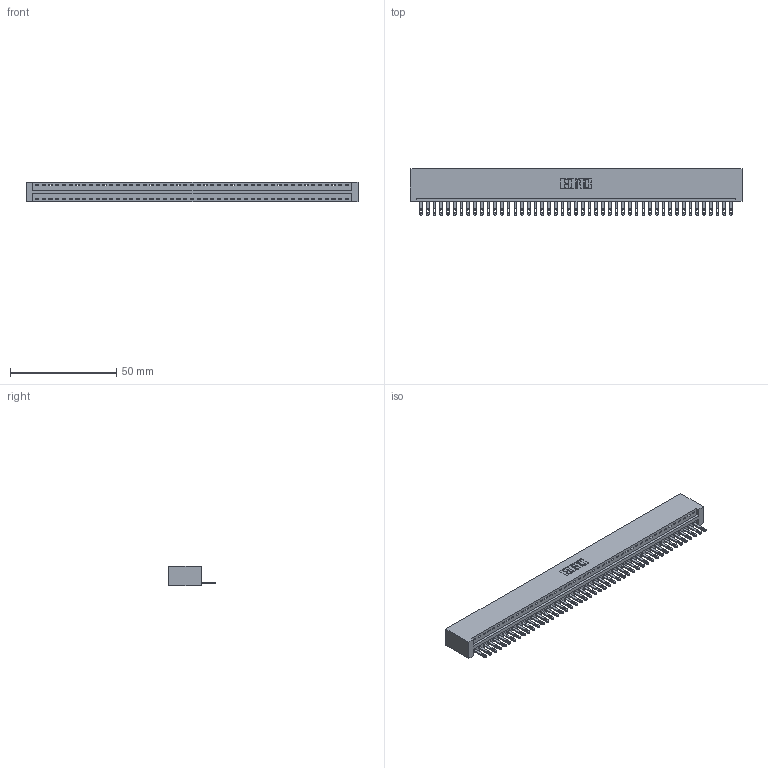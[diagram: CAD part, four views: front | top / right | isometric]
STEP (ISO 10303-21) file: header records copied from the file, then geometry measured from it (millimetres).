
FILE_DESCRIPTION (( 'STEP AP203' ), '1' );
FILE_NAME ('346-047-500-101.STEP', '2018-08-25T07:05:21', ( '' ), ( '' ), 'SwSTEP 2.0', 'SolidWorks 2016', '' );
FILE_SCHEMA (( 'CONFIG_CONTROL_DESIGN' ));
Length unit declared in the file: inch
Products named in the file (3): 346 Part_No Mounting Lugs; 345-292-001_345-293-100; 346-047-500-101
Assembly tree (48 placements, depth 2):
  346-047-500-101
    346 Part_No Mounting Lugs
    345-292-001_345-293-100  x47
Bounding box: 156.46 x 21.84 x 9.4 mm (x, y, z)
Volume: 15590 mm3; surface area: 19724.1 mm2
Topology: 48 solids, 48 shells, 2652 faces, 8201 edges, 5466 vertices
Faces by surface type: plane 1670, cylinder 982
Entity records: 28149 total; most frequent: CARTESIAN_POINT 4829, ORIENTED_EDGE 4810, DIRECTION 4251, EDGE_CURVE 2405, VECTOR 2089, LINE 2089, VERTEX_POINT 1602, AXIS2_PLACEMENT_3D 1081
